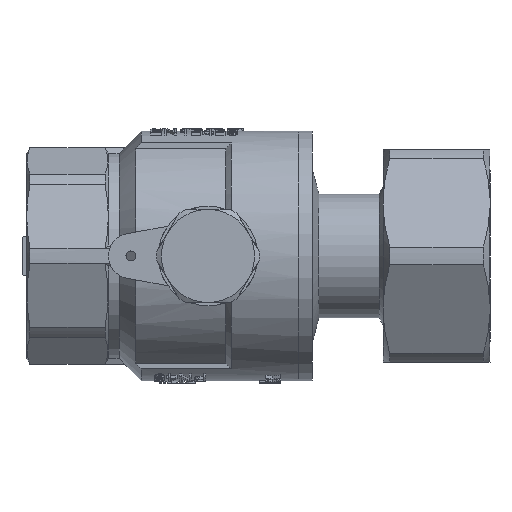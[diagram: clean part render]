
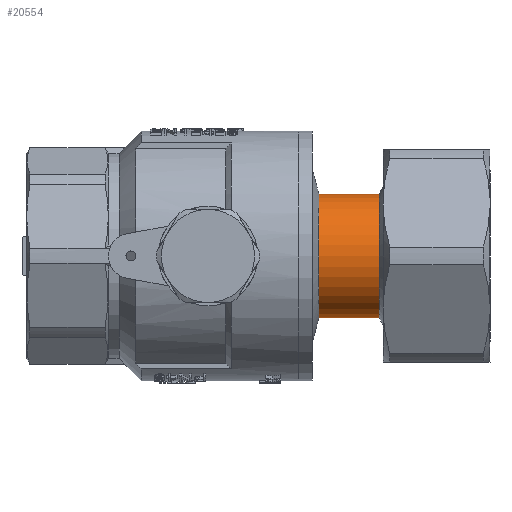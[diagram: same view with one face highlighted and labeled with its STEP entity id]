
A CAD part, front view. The second image highlights one B-rep face of the part: STEP entity #20554.
In plain terms, the highlighted cylindrical face has radius 9.3 mm (diameter 18.6 mm), a full revolution.
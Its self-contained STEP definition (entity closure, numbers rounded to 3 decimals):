
#4241=CYLINDRICAL_SURFACE('',#28668,9.3);
#4410=ORIENTED_EDGE('',*,*,#10887,.F.);
#4411=ORIENTED_EDGE('',*,*,#10888,.F.);
#10887=EDGE_CURVE('',#14126,#14126,#16311,.T.);
#10888=EDGE_CURVE('',#14127,#14127,#16312,.T.);
#14126=VERTEX_POINT('',#39047);
#14127=VERTEX_POINT('',#39049);
#16311=CIRCLE('',#28669,9.3);
#16312=CIRCLE('',#28670,9.3);
#16808=EDGE_LOOP('',(#4410));
#16809=EDGE_LOOP('',(#4411));
#18199=FACE_BOUND('',#16808,.T.);
#18200=FACE_BOUND('',#16809,.T.);
#20554=ADVANCED_FACE('',(#18199,#18200),#4241,.T.);
#28668=AXIS2_PLACEMENT_3D('',#39045,#31722,#31723);
#28669=AXIS2_PLACEMENT_3D('',#39046,#31724,#31725);
#28670=AXIS2_PLACEMENT_3D('',#39048,#31726,#31727);
#31722=DIRECTION('',(-1.,0.,0.));
#31723=DIRECTION('',(0.,1.,0.));
#31724=DIRECTION('',(-1.,0.,0.));
#31725=DIRECTION('',(0.,1.,0.));
#31726=DIRECTION('',(1.,0.,0.));
#31727=DIRECTION('',(0.,-1.,0.));
#39045=CARTESIAN_POINT('',(5.2,0.,0.));
#39046=CARTESIAN_POINT('',(-0.15,0.,0.));
#39047=CARTESIAN_POINT('',(-0.15,9.3,0.));
#39048=CARTESIAN_POINT('',(8.9,0.,0.));
#39049=CARTESIAN_POINT('',(8.9,-9.3,0.));
